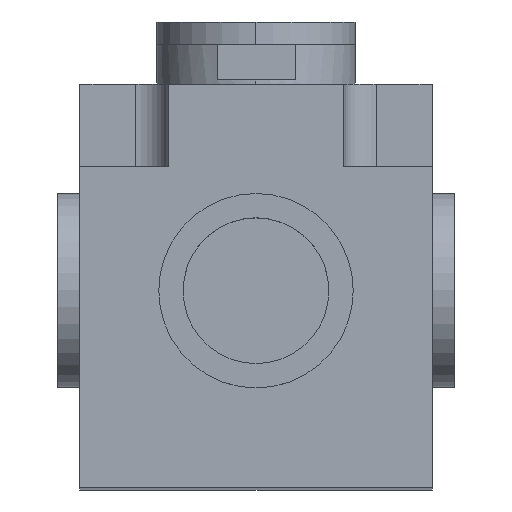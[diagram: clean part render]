
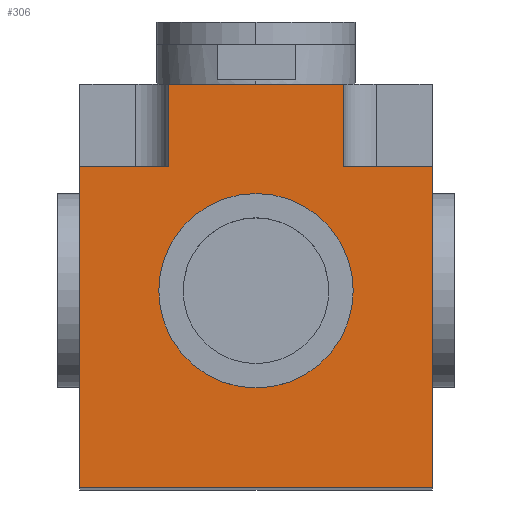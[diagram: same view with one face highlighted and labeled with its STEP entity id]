
A CAD part, top view. The second image highlights one B-rep face of the part: STEP entity #306.
In plain terms, the highlighted planar face has unit normal (0, 0, 1).
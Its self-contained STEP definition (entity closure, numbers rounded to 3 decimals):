
#306=ADVANCED_FACE('',(#651,#652),#653,.T.);
#651=FACE_OUTER_BOUND('',#1054,.T.);
#652=FACE_BOUND('',#1055,.T.);
#653=PLANE('',#1056);
#1054=EDGE_LOOP('',(#1797,#1798,#1799,#1800,#1801,#1802,#1803,#1804));
#1055=EDGE_LOOP('',(#1805,#1806));
#1056=AXIS2_PLACEMENT_3D('',#1807,#1808,#1809);
#1797=ORIENTED_EDGE('',*,*,#2502,.T.);
#1798=ORIENTED_EDGE('',*,*,#2503,.T.);
#1799=ORIENTED_EDGE('',*,*,#2504,.F.);
#1800=ORIENTED_EDGE('',*,*,#2505,.F.);
#1801=ORIENTED_EDGE('',*,*,#2506,.T.);
#1802=ORIENTED_EDGE('',*,*,#2507,.T.);
#1803=ORIENTED_EDGE('',*,*,#2508,.T.);
#1804=ORIENTED_EDGE('',*,*,#2509,.T.);
#1805=ORIENTED_EDGE('',*,*,#2510,.T.);
#1806=ORIENTED_EDGE('',*,*,#2438,.T.);
#1807=CARTESIAN_POINT('',(21.75,47.516,151.6));
#1808=DIRECTION('',(0.0,0.0,1.0));
#1809=DIRECTION('',(1.0,-0.0,0.0));
#2438=EDGE_CURVE('',#2918,#2922,#2924,.F.);
#2502=EDGE_CURVE('',#3036,#3037,#3038,.T.);
#2503=EDGE_CURVE('',#3037,#3039,#3040,.T.);
#2504=EDGE_CURVE('',#3041,#3039,#3042,.T.);
#2505=EDGE_CURVE('',#3043,#3041,#3044,.T.);
#2506=EDGE_CURVE('',#3043,#3045,#3046,.T.);
#2507=EDGE_CURVE('',#3045,#3047,#3048,.T.);
#2508=EDGE_CURVE('',#3047,#3049,#3050,.T.);
#2509=EDGE_CURVE('',#3049,#3036,#3051,.T.);
#2510=EDGE_CURVE('',#2922,#2918,#3052,.F.);
#2918=VERTEX_POINT('',#3587);
#2922=VERTEX_POINT('',#3592);
#2924=CIRCLE('',#3595,10.0);
#3036=VERTEX_POINT('',#3731);
#3037=VERTEX_POINT('',#3732);
#3038=LINE('',#3733,#3734);
#3039=VERTEX_POINT('',#3735);
#3040=LINE('',#3736,#3737);
#3041=VERTEX_POINT('',#3738);
#3042=LINE('',#3739,#3740);
#3043=VERTEX_POINT('',#3741);
#3044=LINE('',#3742,#3743);
#3045=VERTEX_POINT('',#3744);
#3046=LINE('',#3745,#3746);
#3047=VERTEX_POINT('',#3747);
#3048=LINE('',#3748,#3749);
#3049=VERTEX_POINT('',#3750);
#3050=LINE('',#3751,#3752);
#3051=LINE('',#3753,#3754);
#3052=CIRCLE('',#3755,10.0);
#3587=CARTESIAN_POINT('',(-10.0,22.0,151.6));
#3592=CARTESIAN_POINT('',(10.0,22.0,151.6));
#3595=AXIS2_PLACEMENT_3D('',#4216,#4217,#4218);
#3731=CARTESIAN_POINT('',(10.844,37.3,151.6));
#3732=CARTESIAN_POINT('',(10.844,47.516,151.6));
#3733=CARTESIAN_POINT('',(10.844,47.516,151.6));
#3734=VECTOR('',#4321,1.0);
#3735=CARTESIAN_POINT('',(-10.844,47.516,151.6));
#3736=CARTESIAN_POINT('',(21.75,47.516,151.6));
#3737=VECTOR('',#4322,1.0);
#3738=CARTESIAN_POINT('',(-10.844,37.3,151.6));
#3739=CARTESIAN_POINT('',(-10.844,47.516,151.6));
#3740=VECTOR('',#4323,1.0);
#3741=CARTESIAN_POINT('',(-21.75,37.3,151.6));
#3742=CARTESIAN_POINT('',(21.75,37.3,151.6));
#3743=VECTOR('',#4324,1.0);
#3744=CARTESIAN_POINT('',(-21.75,-2.3,151.6));
#3745=CARTESIAN_POINT('',(-21.75,47.516,151.6));
#3746=VECTOR('',#4325,1.0);
#3747=CARTESIAN_POINT('',(21.75,-2.3,151.6));
#3748=CARTESIAN_POINT('',(-21.75,-2.3,151.6));
#3749=VECTOR('',#4326,1.0);
#3750=CARTESIAN_POINT('',(21.75,37.3,151.6));
#3751=CARTESIAN_POINT('',(21.75,-2.3,151.6));
#3752=VECTOR('',#4327,1.0);
#3753=CARTESIAN_POINT('',(21.75,37.3,151.6));
#3754=VECTOR('',#4328,1.0);
#3755=AXIS2_PLACEMENT_3D('',#4329,#4330,#4331);
#4216=CARTESIAN_POINT('',(0.0,22.0,151.6));
#4217=DIRECTION('',(0.0,0.0,1.0));
#4218=DIRECTION('',(1.0,0.0,0.0));
#4321=DIRECTION('',(0.0,1.0,0.0));
#4322=DIRECTION('',(-1.0,0.0,0.0));
#4323=DIRECTION('',(0.0,1.0,0.0));
#4324=DIRECTION('',(1.0,0.0,0.0));
#4325=DIRECTION('',(0.0,-1.0,0.0));
#4326=DIRECTION('',(1.0,0.0,0.0));
#4327=DIRECTION('',(0.0,1.0,0.0));
#4328=DIRECTION('',(-1.0,0.0,0.0));
#4329=CARTESIAN_POINT('',(0.0,22.0,151.6));
#4330=DIRECTION('',(0.0,0.0,1.0));
#4331=DIRECTION('',(1.0,0.0,0.0));
